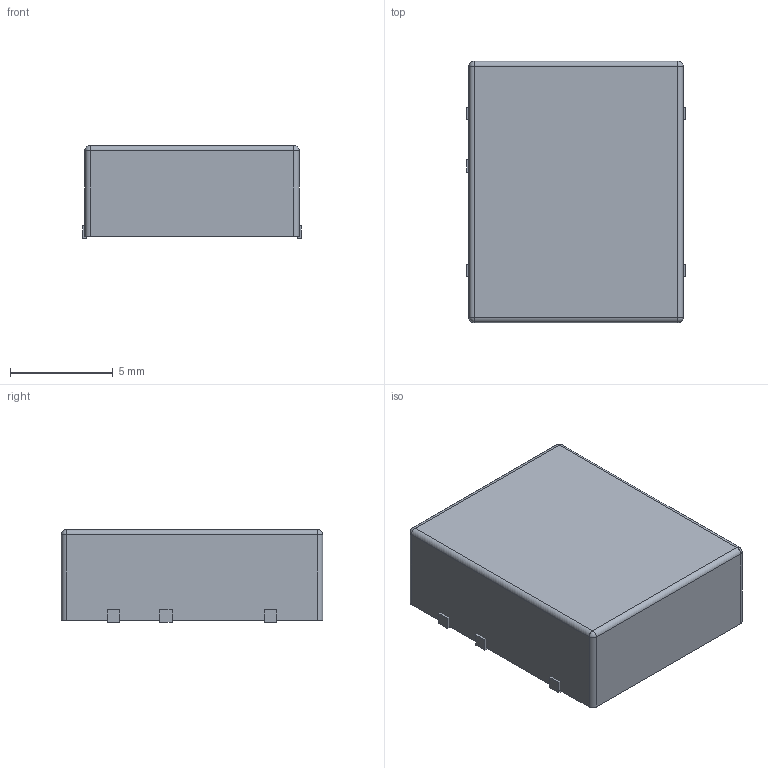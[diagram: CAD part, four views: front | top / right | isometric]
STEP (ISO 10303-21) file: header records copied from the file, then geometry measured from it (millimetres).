
FILE_DESCRIPTION(/* description */ ('model of Converter_DCDC_Murata_NXExSxxxxMC_SMD'),/* implementation_level */ '2;1');
FILE_NAME(/* name */ 'Converter_DCDC_Murata_NXExSxxxxMC_SMD.step',/* time_stamp */ '2023-01-12T13:24:05',/* author */ ('KiCAD','kicad'),/* organization */ ('OCCT'),/* preprocessor_version */ '',/* originating_system */ 'KiCAD',/* authorisation */ '');
FILE_SCHEMA(('AUTOMOTIVE_DESIGN { 1 0 10303 214 1 1 1 1 }'));
Length unit declared in the file: millimetre
Products named in the file (9): CQ assembly; 9f79d100-926b-11ed-bd60-83025610b399; 9f79d100-926b-11ed-bd60-83025610b399_part; 9f79d101-926b-11ed-bd60-83025610b399; 9f79d101-926b-11ed-bd60-83025610b399_part; 9f79d102-926b-11ed-bd60-83025610b399; 9f79d102-926b-11ed-bd60-83025610b399_part; 9f79d103-926b-11ed-bd60-83025610b399; 9f79d103-926b-11ed-bd60-83025610b399_part
Assembly tree (8 placements, depth 4):
  CQ assembly
    9f79d100-926b-11ed-bd60-83025610b399
      9f79d100-926b-11ed-bd60-83025610b399_part
      9f79d101-926b-11ed-bd60-83025610b399
        9f79d101-926b-11ed-bd60-83025610b399_part
      9f79d102-926b-11ed-bd60-83025610b399
        9f79d102-926b-11ed-bd60-83025610b399_part
      9f79d103-926b-11ed-bd60-83025610b399
        9f79d103-926b-11ed-bd60-83025610b399_part
Bounding box: 10.61 x 12.7 x 4.51 mm (x, y, z)
Volume: 582.6 mm3; surface area: 467.5 mm2
Topology: 7 solids, 7 shells, 54 faces, 112 edges, 68 vertices
Faces by surface type: plane 42, cylinder 8, sphere 4
Entity records: 1568 total; most frequent: DIRECTION 250, CARTESIAN_POINT 239, ORIENTED_EDGE 216, EDGE_CURVE 108, LINE 92, VECTOR 92, AXIS2_PLACEMENT_3D 79, VERTEX_POINT 68
